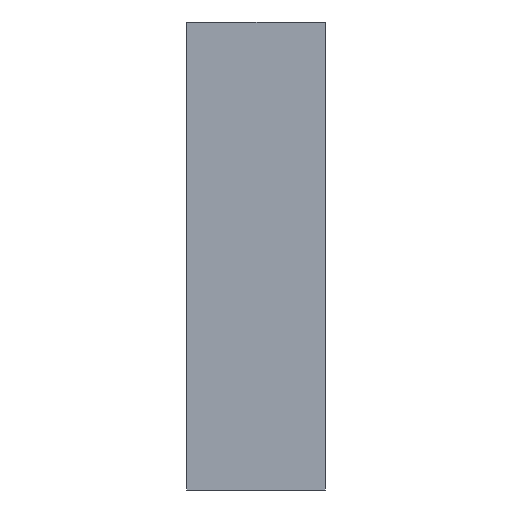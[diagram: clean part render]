
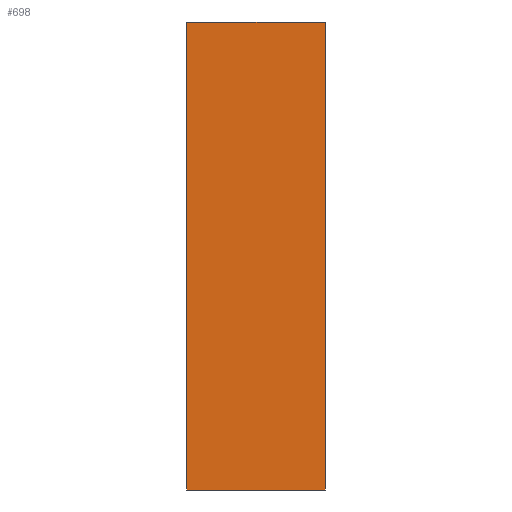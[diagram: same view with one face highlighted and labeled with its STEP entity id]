
A CAD part, left-side view. The second image highlights one B-rep face of the part: STEP entity #698.
In plain terms, the highlighted planar face has unit normal (-1, 0, 0).
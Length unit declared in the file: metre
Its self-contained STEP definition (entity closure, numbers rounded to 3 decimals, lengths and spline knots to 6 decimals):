
#42=LINE('',#1156,#69);
#49=LINE('',#1169,#76);
#50=LINE('',#1171,#77);
#51=LINE('',#1173,#78);
#69=VECTOR('',#927,1.);
#76=VECTOR('',#936,1.);
#77=VECTOR('',#937,1.);
#78=VECTOR('',#938,1.);
#127=ORIENTED_EDGE('',*,*,#280,.F.);
#128=ORIENTED_EDGE('',*,*,#281,.F.);
#129=ORIENTED_EDGE('',*,*,#282,.F.);
#130=ORIENTED_EDGE('',*,*,#273,.T.);
#273=EDGE_CURVE('',#351,#349,#42,.T.);
#280=EDGE_CURVE('',#356,#349,#49,.T.);
#281=EDGE_CURVE('',#357,#356,#50,.T.);
#282=EDGE_CURVE('',#351,#357,#51,.T.);
#349=VERTEX_POINT('',#1154);
#351=VERTEX_POINT('',#1157);
#356=VERTEX_POINT('',#1170);
#357=VERTEX_POINT('',#1172);
#465=EDGE_LOOP('',(#127,#128,#129,#130));
#576=FACE_BOUND('',#465,.T.);
#664=PLANE('',#786);
#698=ADVANCED_FACE('',(#576),#664,.T.);
#786=AXIS2_PLACEMENT_3D('',#1168,#934,#935);
#927=DIRECTION('',(0.,0.,-1.));
#934=DIRECTION('',(-1.,0.,0.));
#935=DIRECTION('',(0.,0.,1.));
#936=DIRECTION('',(0.,1.,0.));
#937=DIRECTION('',(0.,0.,-1.));
#938=DIRECTION('',(0.,-1.,0.));
#1154=CARTESIAN_POINT('',(-0.03557,0.00369,0.));
#1156=CARTESIAN_POINT('',(-0.03557,0.00369,0.00388));
#1157=CARTESIAN_POINT('',(-0.03557,0.00369,0.02488));
#1168=CARTESIAN_POINT('',(-0.03557,0.001845,0.00388));
#1169=CARTESIAN_POINT('',(-0.03557,0.001845,0.));
#1170=CARTESIAN_POINT('',(-0.03557,-0.00369,0.));
#1171=CARTESIAN_POINT('',(-0.03557,-0.00369,0.00388));
#1172=CARTESIAN_POINT('',(-0.03557,-0.00369,0.02488));
#1173=CARTESIAN_POINT('',(-0.03557,0.,0.02488));
